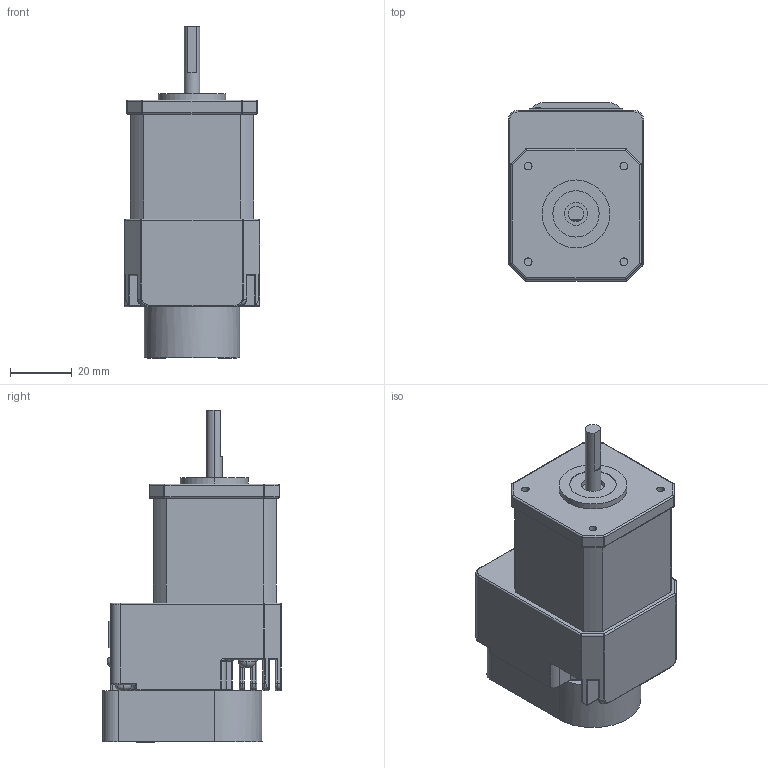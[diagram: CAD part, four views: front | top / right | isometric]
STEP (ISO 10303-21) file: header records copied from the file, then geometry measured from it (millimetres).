
FILE_DESCRIPTION (( 'STEP AP214' ), '1' );
FILE_NAME ('STP-MTRD-17038E.STEP', '2018-06-25T20:31:11', ( '' ), ( '' ), 'SwSTEP 2.0', 'SolidWorks 2017', '' );
FILE_SCHEMA (( 'AUTOMOTIVE_DESIGN' ));
Length unit declared in the file: millimetre
Products named in the file (1): STP-MTRD-17038E
Bounding box: 43.9 x 57.95 x 107.6 mm (x, y, z)
Volume: 147617.8 mm3; surface area: 24062.5 mm2
Topology: 1 solids, 7 shells, 485 faces, 1194 edges, 729 vertices
Faces by surface type: plane 192, cylinder 190, torus 43, sphere 28, bspline 24, cone 8
Entity records: 19241 total; most frequent: CARTESIAN_POINT 3217, DIRECTION 2397, ORIENTED_EDGE 2360, EDGE_CURVE 1180, AXIS2_PLACEMENT_3D 895, VERTEX_POINT 729, LINE 607, VECTOR 607
